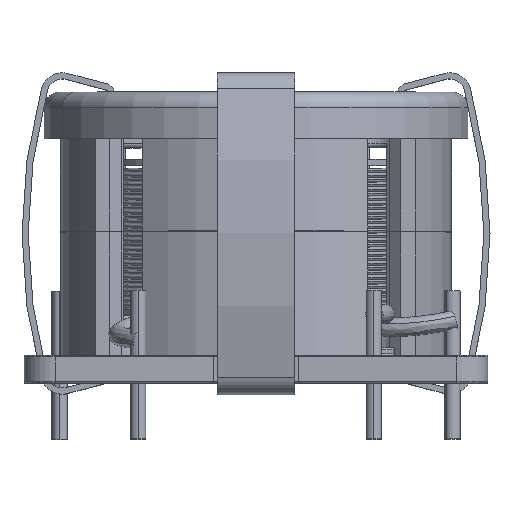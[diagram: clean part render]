
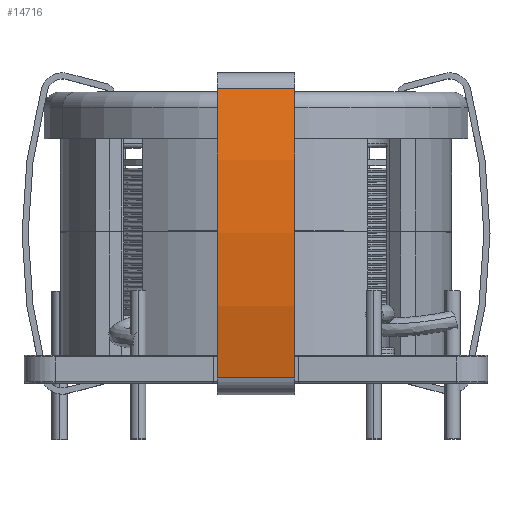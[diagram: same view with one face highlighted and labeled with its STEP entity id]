
A CAD part, top view. The second image highlights one B-rep face of the part: STEP entity #14716.
In plain terms, the highlighted cylindrical face has radius 35.4 mm (diameter 70.8 mm), a partial arc.
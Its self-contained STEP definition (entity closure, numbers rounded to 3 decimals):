
#326 = CIRCLE ( 'NONE', #4716, 35.4 ) ;
#1495 = EDGE_LOOP ( 'NONE', ( #20115, #18320, #11859, #22660 ) ) ;
#1579 = DIRECTION ( 'NONE',  ( 0., 0., -1. ) ) ;
#3701 = AXIS2_PLACEMENT_3D ( 'NONE', #11140, #19811, #9213 ) ;
#4716 = AXIS2_PLACEMENT_3D ( 'NONE', #22065, #11590, #19977 ) ;
#5426 = EDGE_CURVE ( 'NONE', #11431, #14685, #22414, .T. ) ;
#5477 = CARTESIAN_POINT ( 'NONE',  ( 0., -33., 0. ) ) ;
#6923 = VECTOR ( 'NONE', #1579, 1000. ) ;
#8781 = VERTEX_POINT ( 'NONE', #9705 ) ;
#8806 = FACE_OUTER_BOUND ( 'NONE', #1495, .T. ) ;
#9213 = DIRECTION ( 'NONE',  ( -1., 0., 0. ) ) ;
#9705 = CARTESIAN_POINT ( 'NONE',  ( 9.371, 1.137, 0. ) ) ;
#11038 = DIRECTION ( 'NONE',  ( 0., 0., -1. ) ) ;
#11140 = CARTESIAN_POINT ( 'NONE',  ( 0., -33., 5. ) ) ;
#11431 = VERTEX_POINT ( 'NONE', #15422 ) ;
#11590 = DIRECTION ( 'NONE',  ( 0., 0., 1. ) ) ;
#11859 = ORIENTED_EDGE ( 'NONE', *, *, #17910, .F. ) ;
#12658 = AXIS2_PLACEMENT_3D ( 'NONE', #5477, #21679, #23606 ) ;
#13085 = CARTESIAN_POINT ( 'NONE',  ( -9.371, 1.137, 0. ) ) ;
#13220 = CYLINDRICAL_SURFACE ( 'NONE', #3701, 35.4 ) ;
#13362 = CARTESIAN_POINT ( 'NONE',  ( 9.371, 1.137, 5. ) ) ;
#13824 = VECTOR ( 'NONE', #11038, 1000. ) ;
#14685 = VERTEX_POINT ( 'NONE', #13085 ) ;
#14716 = ADVANCED_FACE ( 'NONE', ( #8806 ), #13220, .T. ) ;
#15422 = CARTESIAN_POINT ( 'NONE',  ( -9.371, 1.137, 5. ) ) ;
#15425 = VERTEX_POINT ( 'NONE', #26417 ) ;
#17061 = CIRCLE ( 'NONE', #12658, 35.4 ) ;
#17910 = EDGE_CURVE ( 'NONE', #15425, #11431, #326, .T. ) ;
#18320 = ORIENTED_EDGE ( 'NONE', *, *, #5426, .F. ) ;
#19811 = DIRECTION ( 'NONE',  ( 0., 0., -1. ) ) ;
#19828 = LINE ( 'NONE', #13362, #13824 ) ;
#19977 = DIRECTION ( 'NONE',  ( 1., 0., 0. ) ) ;
#20115 = ORIENTED_EDGE ( 'NONE', *, *, #26324, .T. ) ;
#20221 = EDGE_CURVE ( 'NONE', #15425, #8781, #19828, .T. ) ;
#21679 = DIRECTION ( 'NONE',  ( 0., 0., 1. ) ) ;
#22065 = CARTESIAN_POINT ( 'NONE',  ( 0., -33., 5. ) ) ;
#22414 = LINE ( 'NONE', #22815, #6923 ) ;
#22660 = ORIENTED_EDGE ( 'NONE', *, *, #20221, .T. ) ;
#22815 = CARTESIAN_POINT ( 'NONE',  ( -9.371, 1.137, 5. ) ) ;
#23606 = DIRECTION ( 'NONE',  ( 1., 0., 0. ) ) ;
#26324 = EDGE_CURVE ( 'NONE', #8781, #14685, #17061, .T. ) ;
#26417 = CARTESIAN_POINT ( 'NONE',  ( 9.371, 1.137, 5. ) ) ;
